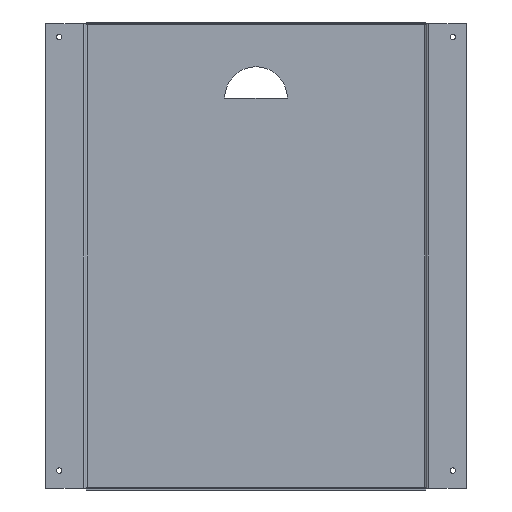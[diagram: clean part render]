
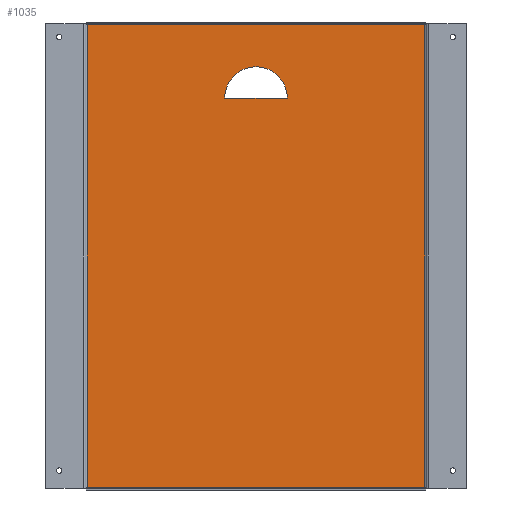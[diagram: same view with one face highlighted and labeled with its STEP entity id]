
A CAD part, front view. The second image highlights one B-rep face of the part: STEP entity #1035.
In plain terms, the highlighted planar face has unit normal (0, -1, 0).
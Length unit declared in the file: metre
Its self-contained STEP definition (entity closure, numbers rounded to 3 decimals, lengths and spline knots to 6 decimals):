
#20=CIRCLE('',#1115,0.035);
#85=ORIENTED_EDGE('',*,*,#373,.F.);
#86=ORIENTED_EDGE('',*,*,#374,.T.);
#87=ORIENTED_EDGE('',*,*,#375,.T.);
#88=ORIENTED_EDGE('',*,*,#376,.F.);
#89=ORIENTED_EDGE('',*,*,#364,.T.);
#90=ORIENTED_EDGE('',*,*,#367,.F.);
#364=EDGE_CURVE('',#511,#509,#594,.T.);
#367=EDGE_CURVE('',#511,#509,#20,.T.);
#373=EDGE_CURVE('',#517,#518,#601,.F.);
#374=EDGE_CURVE('',#517,#519,#602,.T.);
#375=EDGE_CURVE('',#519,#520,#603,.T.);
#376=EDGE_CURVE('',#518,#520,#604,.F.);
#509=VERTEX_POINT('',#1536);
#511=VERTEX_POINT('',#1539);
#517=VERTEX_POINT('',#1557);
#518=VERTEX_POINT('',#1558);
#519=VERTEX_POINT('',#1560);
#520=VERTEX_POINT('',#1562);
#594=LINE('',#1538,#706);
#601=LINE('',#1556,#713);
#602=LINE('',#1559,#714);
#603=LINE('',#1561,#715);
#604=LINE('',#1563,#716);
#706=VECTOR('',#1220,1.);
#713=VECTOR('',#1237,1.);
#714=VECTOR('',#1238,1.);
#715=VECTOR('',#1239,1.);
#716=VECTOR('',#1240,1.);
#821=EDGE_LOOP('',(#85,#86,#87,#88));
#822=EDGE_LOOP('',(#89,#90));
#903=FACE_BOUND('',#821,.T.);
#904=FACE_BOUND('',#822,.T.);
#983=PLANE('',#1118);
#1035=ADVANCED_FACE('',(#903,#904),#983,.T.);
#1115=AXIS2_PLACEMENT_3D('',#1544,#1225,#1226);
#1118=AXIS2_PLACEMENT_3D('',#1555,#1235,#1236);
#1220=DIRECTION('',(-1.,0.,0.));
#1225=DIRECTION('',(0.,-1.,0.));
#1226=DIRECTION('',(0.,0.,-1.));
#1235=DIRECTION('',(0.,-1.,0.));
#1236=DIRECTION('',(1.,0.,0.));
#1237=DIRECTION('',(0.,0.,-1.));
#1238=DIRECTION('',(1.,0.,0.));
#1239=DIRECTION('',(0.,0.,1.));
#1240=DIRECTION('',(-1.,0.,0.));
#1536=CARTESIAN_POINT('',(0.155,-0.0015,0.4365));
#1538=CARTESIAN_POINT('',(0.19,-0.0015,0.4365));
#1539=CARTESIAN_POINT('',(0.225,-0.0015,0.4365));
#1544=CARTESIAN_POINT('',(0.19,-0.0015,0.4365));
#1555=CARTESIAN_POINT('',(0.19,-0.0015,0.26));
#1556=CARTESIAN_POINT('',(0.0015,-0.0015,0.26));
#1557=CARTESIAN_POINT('',(0.0015,-0.0015,0.0015));
#1558=CARTESIAN_POINT('',(0.0015,-0.0015,0.5185));
#1559=CARTESIAN_POINT('',(0.19,-0.0015,0.0015));
#1560=CARTESIAN_POINT('',(0.3785,-0.0015,0.0015));
#1561=CARTESIAN_POINT('',(0.3785,-0.0015,0.26));
#1562=CARTESIAN_POINT('',(0.3785,-0.0015,0.5185));
#1563=CARTESIAN_POINT('',(0.19,-0.0015,0.5185));
